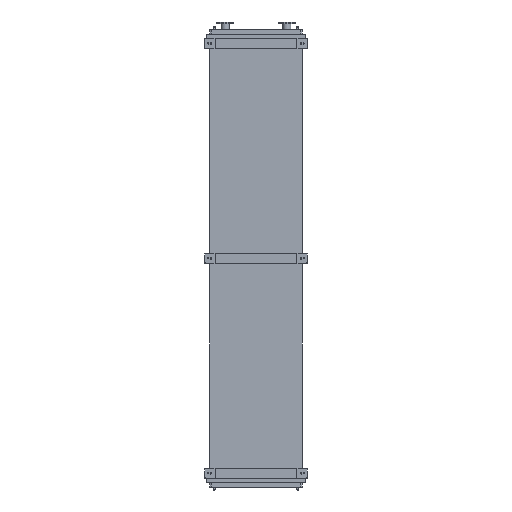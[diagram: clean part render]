
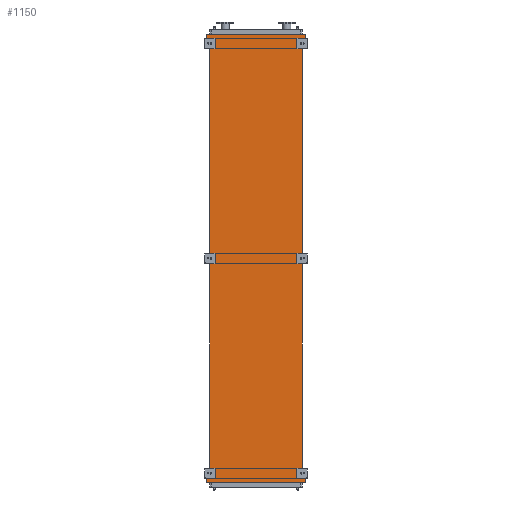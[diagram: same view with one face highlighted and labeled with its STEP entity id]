
A CAD part, front view. The second image highlights one B-rep face of the part: STEP entity #1150.
In plain terms, the highlighted planar face has unit normal (0, -1, 0).
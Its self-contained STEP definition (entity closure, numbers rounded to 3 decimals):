
#117 = LINE ( 'NONE', #14074, #13569 ) ;
#311 = ORIENTED_EDGE ( 'NONE', *, *, #26008, .F. ) ;
#330 = CARTESIAN_POINT ( 'NONE',  ( 605., 0., -5650. ) ) ;
#652 = EDGE_CURVE ( 'NONE', #8207, #12151, #117, .T. ) ;
#878 = VECTOR ( 'NONE', #30075, 1000. ) ;
#1006 = CARTESIAN_POINT ( 'NONE',  ( -651., 0., 95. ) ) ;
#1150 = ADVANCED_FACE ( 'NONE', ( #9043 ), #18922, .T. ) ;
#1163 = DIRECTION ( 'NONE',  ( 0.655, 0., 0.755 ) ) ;
#1813 = VERTEX_POINT ( 'NONE', #30169 ) ;
#1833 = DIRECTION ( 'NONE',  ( 0., 0., -1. ) ) ;
#2062 = EDGE_CURVE ( 'NONE', #25730, #12151, #2653, .T. ) ;
#2099 = CARTESIAN_POINT ( 'NONE',  ( -605., 0., 0. ) ) ;
#2112 = LINE ( 'NONE', #2099, #22471 ) ;
#2219 = VERTEX_POINT ( 'NONE', #27099 ) ;
#2364 = VECTOR ( 'NONE', #25194, 1000. ) ;
#2419 = EDGE_CURVE ( 'NONE', #29673, #25730, #28928, .T. ) ;
#2483 = ORIENTED_EDGE ( 'NONE', *, *, #652, .T. ) ;
#2653 = LINE ( 'NONE', #26206, #3507 ) ;
#2927 = ORIENTED_EDGE ( 'NONE', *, *, #15276, .F. ) ;
#2929 = CARTESIAN_POINT ( 'NONE',  ( 605., 0., -5650. ) ) ;
#3204 = VECTOR ( 'NONE', #1833, 1000. ) ;
#3404 = EDGE_CURVE ( 'NONE', #5609, #2219, #11893, .T. ) ;
#3507 = VECTOR ( 'NONE', #31455, 1000. ) ;
#3516 = EDGE_CURVE ( 'NONE', #10124, #5609, #2112, .T. ) ;
#3706 = CARTESIAN_POINT ( 'NONE',  ( 651., 0., -5745. ) ) ;
#4193 = ORIENTED_EDGE ( 'NONE', *, *, #2419, .F. ) ;
#4633 = EDGE_CURVE ( 'NONE', #1813, #10505, #7253, .T. ) ;
#4782 = EDGE_CURVE ( 'NONE', #6905, #1813, #27878, .T. ) ;
#5449 = VECTOR ( 'NONE', #6900, 1000. ) ;
#5563 = LINE ( 'NONE', #14059, #19201 ) ;
#5609 = VERTEX_POINT ( 'NONE', #22524 ) ;
#6280 = DIRECTION ( 'NONE',  ( 0., 0., 1. ) ) ;
#6900 = DIRECTION ( 'NONE',  ( 0., 0., 1. ) ) ;
#6905 = VERTEX_POINT ( 'NONE', #27553 ) ;
#6909 = DIRECTION ( 'NONE',  ( 0., 0., -1. ) ) ;
#7191 = EDGE_LOOP ( 'NONE', ( #2483, #16333, #4193, #17892, #31190, #19421, #311, #14468, #28406, #2927, #23193, #11115 ) ) ;
#7253 = LINE ( 'NONE', #16007, #20820 ) ;
#8207 = VERTEX_POINT ( 'NONE', #330 ) ;
#8857 = VECTOR ( 'NONE', #15881, 1000. ) ;
#9043 = FACE_OUTER_BOUND ( 'NONE', #7191, .T. ) ;
#9231 = CARTESIAN_POINT ( 'NONE',  ( -605., 0., -5650. ) ) ;
#10099 = DIRECTION ( 'NONE',  ( 0., 0., -1. ) ) ;
#10124 = VERTEX_POINT ( 'NONE', #22072 ) ;
#10505 = VERTEX_POINT ( 'NONE', #18878 ) ;
#10662 = CARTESIAN_POINT ( 'NONE',  ( -651., 0., -5745. ) ) ;
#11115 = ORIENTED_EDGE ( 'NONE', *, *, #16738, .F. ) ;
#11746 = AXIS2_PLACEMENT_3D ( 'NONE', #9231, #21350, #6909 ) ;
#11893 = LINE ( 'NONE', #23792, #5449 ) ;
#12151 = VERTEX_POINT ( 'NONE', #27774 ) ;
#13320 = CARTESIAN_POINT ( 'NONE',  ( 651., 0., -5703. ) ) ;
#13568 = LINE ( 'NONE', #20739, #26623 ) ;
#13569 = VECTOR ( 'NONE', #21391, 1000. ) ;
#14059 = CARTESIAN_POINT ( 'NONE',  ( 651., 0., -5745. ) ) ;
#14074 = CARTESIAN_POINT ( 'NONE',  ( 605., 0., -5650. ) ) ;
#14468 = ORIENTED_EDGE ( 'NONE', *, *, #4633, .F. ) ;
#14907 = VERTEX_POINT ( 'NONE', #3706 ) ;
#15276 = EDGE_CURVE ( 'NONE', #14907, #6905, #5563, .T. ) ;
#15543 = CARTESIAN_POINT ( 'NONE',  ( 651., 0., 95. ) ) ;
#15881 = DIRECTION ( 'NONE',  ( 1., 0., 0. ) ) ;
#16007 = CARTESIAN_POINT ( 'NONE',  ( -651., 0., -5703. ) ) ;
#16333 = ORIENTED_EDGE ( 'NONE', *, *, #2062, .F. ) ;
#16738 = EDGE_CURVE ( 'NONE', #8207, #19718, #21412, .T. ) ;
#16849 = DIRECTION ( 'NONE',  ( -0.655, 0., 0.755 ) ) ;
#17892 = ORIENTED_EDGE ( 'NONE', *, *, #30678, .F. ) ;
#18878 = CARTESIAN_POINT ( 'NONE',  ( -605., 0., -5650. ) ) ;
#18922 = PLANE ( 'NONE',  #11746 ) ;
#19201 = VECTOR ( 'NONE', #31324, 1000. ) ;
#19421 = ORIENTED_EDGE ( 'NONE', *, *, #3516, .F. ) ;
#19718 = VERTEX_POINT ( 'NONE', #13320 ) ;
#20739 = CARTESIAN_POINT ( 'NONE',  ( -605., 0., -5650. ) ) ;
#20820 = VECTOR ( 'NONE', #1163, 1000. ) ;
#21350 = DIRECTION ( 'NONE',  ( 0., -1., 0. ) ) ;
#21391 = DIRECTION ( 'NONE',  ( 0., 0., 1. ) ) ;
#21412 = LINE ( 'NONE', #2929, #878 ) ;
#22072 = CARTESIAN_POINT ( 'NONE',  ( -605., 0., 0. ) ) ;
#22471 = VECTOR ( 'NONE', #16849, 1000. ) ;
#22524 = CARTESIAN_POINT ( 'NONE',  ( -651., 0., 53. ) ) ;
#22678 = LINE ( 'NONE', #31580, #3204 ) ;
#23193 = ORIENTED_EDGE ( 'NONE', *, *, #25780, .F. ) ;
#23533 = CARTESIAN_POINT ( 'NONE',  ( 651., 0., 53. ) ) ;
#23792 = CARTESIAN_POINT ( 'NONE',  ( -651., 0., 53. ) ) ;
#24624 = CARTESIAN_POINT ( 'NONE',  ( 651., 0., 95. ) ) ;
#25194 = DIRECTION ( 'NONE',  ( 0., 0., 1. ) ) ;
#25730 = VERTEX_POINT ( 'NONE', #23533 ) ;
#25780 = EDGE_CURVE ( 'NONE', #19718, #14907, #22678, .T. ) ;
#26008 = EDGE_CURVE ( 'NONE', #10505, #10124, #13568, .T. ) ;
#26206 = CARTESIAN_POINT ( 'NONE',  ( 651., 0., 53. ) ) ;
#26623 = VECTOR ( 'NONE', #6280, 1000. ) ;
#27099 = CARTESIAN_POINT ( 'NONE',  ( -651., 0., 95. ) ) ;
#27553 = CARTESIAN_POINT ( 'NONE',  ( -651., 0., -5745. ) ) ;
#27584 = LINE ( 'NONE', #1006, #8857 ) ;
#27774 = CARTESIAN_POINT ( 'NONE',  ( 605., 0., 0. ) ) ;
#27878 = LINE ( 'NONE', #10662, #2364 ) ;
#28120 = VECTOR ( 'NONE', #10099, 1000. ) ;
#28406 = ORIENTED_EDGE ( 'NONE', *, *, #4782, .F. ) ;
#28928 = LINE ( 'NONE', #24624, #28120 ) ;
#29673 = VERTEX_POINT ( 'NONE', #15543 ) ;
#30075 = DIRECTION ( 'NONE',  ( 0.655, 0., -0.755 ) ) ;
#30169 = CARTESIAN_POINT ( 'NONE',  ( -651., 0., -5703. ) ) ;
#30678 = EDGE_CURVE ( 'NONE', #2219, #29673, #27584, .T. ) ;
#31190 = ORIENTED_EDGE ( 'NONE', *, *, #3404, .F. ) ;
#31324 = DIRECTION ( 'NONE',  ( -1., 0., 0. ) ) ;
#31455 = DIRECTION ( 'NONE',  ( -0.655, 0., -0.755 ) ) ;
#31580 = CARTESIAN_POINT ( 'NONE',  ( 651., 0., -5703. ) ) ;
